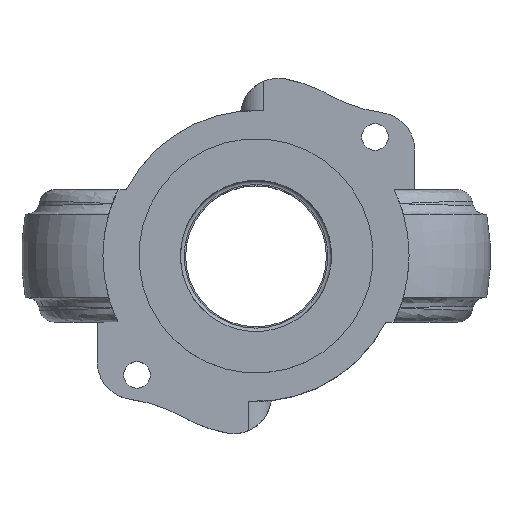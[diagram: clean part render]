
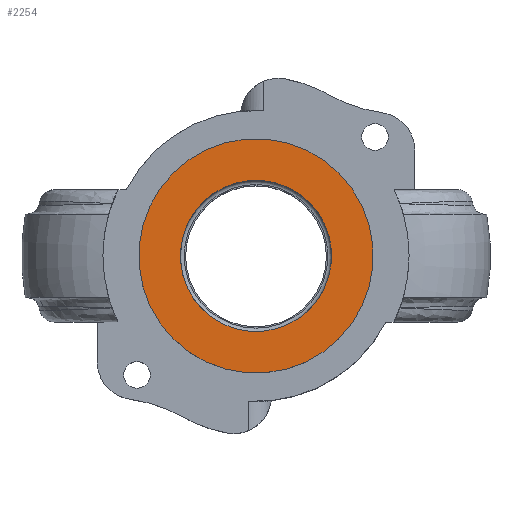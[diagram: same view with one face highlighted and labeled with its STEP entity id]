
A CAD part, top view. The second image highlights one B-rep face of the part: STEP entity #2254.
In plain terms, the highlighted planar face has unit normal (0, 0, 1).
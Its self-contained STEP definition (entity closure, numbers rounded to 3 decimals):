
#39=FACE_BOUND('',#481,.T.);
#210=CIRCLE('',#2471,10.);
#211=CIRCLE('',#2472,10.);
#214=CIRCLE('',#2477,15.5);
#215=CIRCLE('',#2478,15.5);
#350=FACE_OUTER_BOUND('',#480,.T.);
#480=EDGE_LOOP('',(#1974,#1975));
#481=EDGE_LOOP('',(#1976,#1977));
#995=VERTEX_POINT('',#5644);
#996=VERTEX_POINT('',#5646);
#997=VERTEX_POINT('',#5653);
#998=VERTEX_POINT('',#5654);
#1320=EDGE_CURVE('',#996,#995,#210,.T.);
#1321=EDGE_CURVE('',#995,#996,#211,.T.);
#1324=EDGE_CURVE('',#997,#998,#214,.T.);
#1325=EDGE_CURVE('',#998,#997,#215,.T.);
#1974=ORIENTED_EDGE('',*,*,#1324,.F.);
#1975=ORIENTED_EDGE('',*,*,#1325,.F.);
#1976=ORIENTED_EDGE('',*,*,#1320,.T.);
#1977=ORIENTED_EDGE('',*,*,#1321,.T.);
#2016=PLANE('',#2476);
#2254=ADVANCED_FACE('',(#350,#39),#2016,.T.);
#2471=AXIS2_PLACEMENT_3D('',#5647,#2964,#2965);
#2472=AXIS2_PLACEMENT_3D('',#5648,#2966,#2967);
#2476=AXIS2_PLACEMENT_3D('',#5652,#2974,#2975);
#2477=AXIS2_PLACEMENT_3D('',#5655,#2976,#2977);
#2478=AXIS2_PLACEMENT_3D('',#5656,#2978,#2979);
#2964=DIRECTION('center_axis',(0.,0.,-1.));
#2965=DIRECTION('ref_axis',(0.261,0.965,0.));
#2966=DIRECTION('center_axis',(0.,0.,-1.));
#2967=DIRECTION('ref_axis',(0.261,0.965,0.));
#2974=DIRECTION('center_axis',(0.,0.,1.));
#2975=DIRECTION('ref_axis',(0.965,-0.261,0.));
#2976=DIRECTION('center_axis',(0.,0.,-1.));
#2977=DIRECTION('ref_axis',(0.261,0.965,0.));
#2978=DIRECTION('center_axis',(0.,0.,-1.));
#2979=DIRECTION('ref_axis',(0.261,0.965,0.));
#5644=CARTESIAN_POINT('',(-2.61,-9.653,0.872));
#5646=CARTESIAN_POINT('',(2.61,9.653,0.872));
#5647=CARTESIAN_POINT('Origin',(0.,0.,0.872));
#5648=CARTESIAN_POINT('Origin',(0.,0.,0.872));
#5652=CARTESIAN_POINT('Origin',(3.328,12.308,0.872));
#5653=CARTESIAN_POINT('',(4.046,14.963,0.872));
#5654=CARTESIAN_POINT('',(-4.046,-14.963,0.872));
#5655=CARTESIAN_POINT('Origin',(0.,0.,0.872));
#5656=CARTESIAN_POINT('Origin',(0.,0.,0.872));
